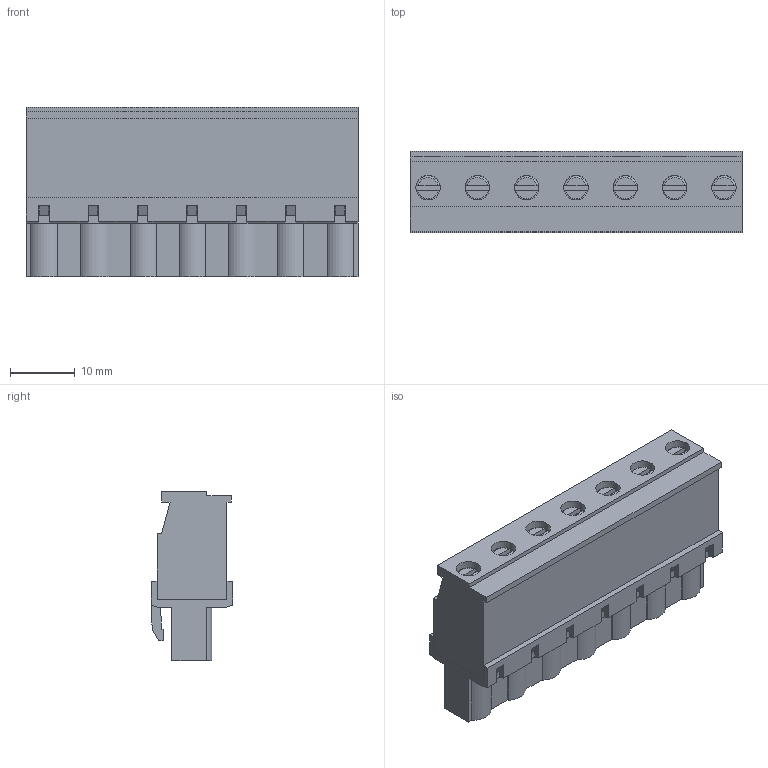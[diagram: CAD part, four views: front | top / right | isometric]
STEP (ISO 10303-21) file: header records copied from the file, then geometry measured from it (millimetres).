
FILE_DESCRIPTION( ( 'Unknown' ), '1' );
FILE_NAME( '691352410007.stp', 'Unknown', ( 'Unknown' ), ( 'Unknown' ), 'PSStep 18.0.17', 'Unknown', ' ' );
FILE_SCHEMA( ( 'AUTOMOTIVE_DESIGN { 1 0 10303 214 1 1 1 1 }' ) );
Length unit declared in the file: millimetre
Products named in the file (6): Assem1; vis cage; Spring; cage; 691352410007_plastic top; 691352410007_plastic bottom
Assembly tree (23 placements, depth 2):
  Assem1
    vis cage  x7
    Spring  x7
    cage  x7
    691352410007_plastic top
    691352410007_plastic bottom
Bounding box: 51.32 x 12.6 x 26.25 mm (x, y, z)
Volume: 7776.8 mm3; surface area: 15836.3 mm2
Topology: 23 solids, 23 shells, 1277 faces, 3433 edges, 2232 vertices
Faces by surface type: plane 1034, cylinder 201, cone 21, torus 21
Full cylindrical faces by diameter (mm): 1.5 x7, 2.2 x7, 2.459 x7, 2.6 x7, 2.9 x7, 3 x7, 3.8 x14
Entity records: 31407 total; most frequent: CARTESIAN_POINT 4422, ORIENTED_EDGE 4302, DIRECTION 3965, EDGE_CURVE 2151, LINE 1971, VECTOR 1971, VERTEX_POINT 1430, AXIS2_PLACEMENT_3D 997
